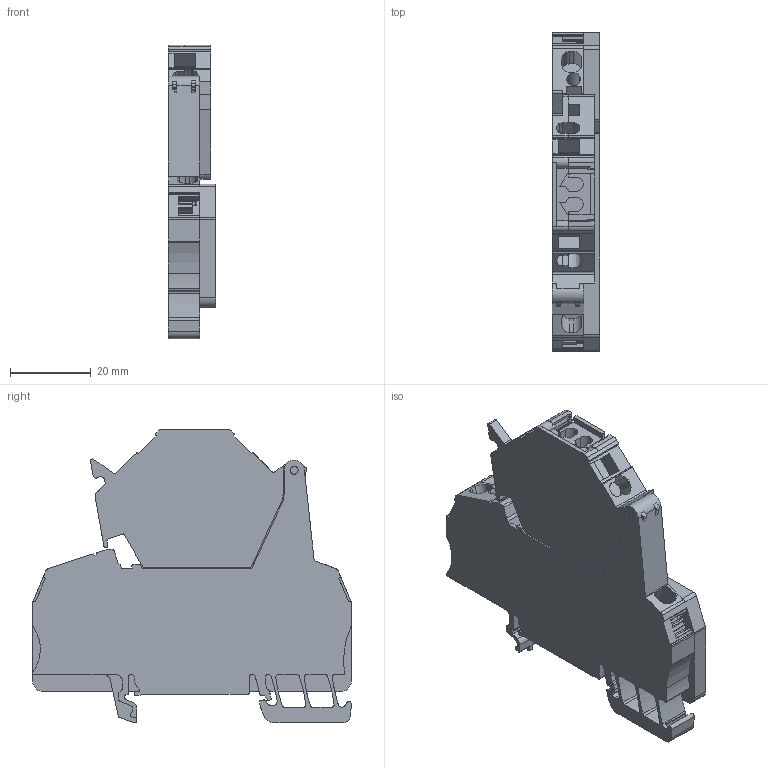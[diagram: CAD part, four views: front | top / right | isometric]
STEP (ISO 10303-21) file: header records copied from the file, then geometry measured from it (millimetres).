
FILE_DESCRIPTION(('CATIA V5 STEP Exchange','CAx-IF Rec.Pracs.--- Model Styling and Organization---1.4--- 2014-01-23'),'2;1');
FILE_NAME ('D1453586_1', '2023-06-26T07:41:46+00:00', ('none'), ('Weidmueller'), 'CATIA Version 5-6 Release 2016 SP3 HF44', 'CATIA V5 STEP AP214', 'none');
FILE_SCHEMA(('AUTOMOTIVE_DESIGN { 1 0 10303 214 1 1 1 1 }'));
Length unit declared in the file: millimetre
Products named in the file (1): 1616460000
Bounding box: 11.9 x 79.05 x 72.85 mm (x, y, z)
Volume: 39467.7 mm3; surface area: 17257 mm2
Topology: 1 solids, 3 shells, 635 faces, 1843 edges, 1218 vertices
Faces by surface type: plane 407, cylinder 215, extrusion 6, bspline 3, torus 2, cone 2
Entity records: 20134 total; most frequent: CARTESIAN_POINT 3972, ORIENTED_EDGE 3686, DIRECTION 2795, EDGE_CURVE 1843, VECTOR 1356, LINE 1350, VERTEX_POINT 1218, AXIS2_PLACEMENT_3D 941
